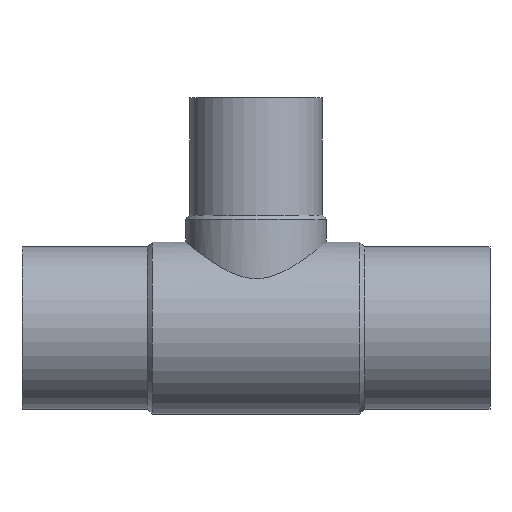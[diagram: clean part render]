
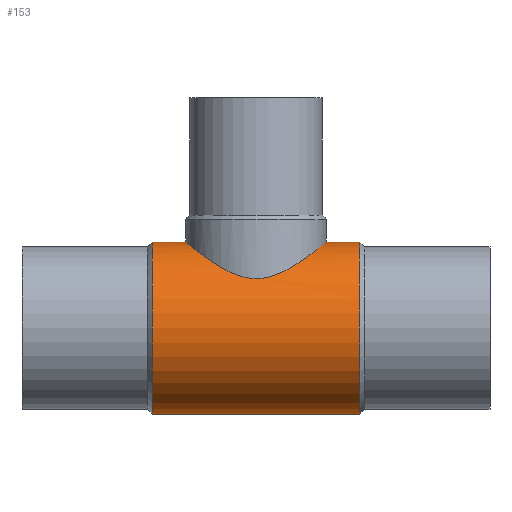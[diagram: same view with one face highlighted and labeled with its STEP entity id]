
A CAD part, top view. The second image highlights one B-rep face of the part: STEP entity #153.
In plain terms, the highlighted cylindrical face has radius 58.3 mm (diameter 116.6 mm), a partial arc.
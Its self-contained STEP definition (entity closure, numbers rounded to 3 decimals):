
#151 = EDGE_CURVE( '', #225, #241, #380, .T. );
#153 = ADVANCED_FACE( '', ( #382 ), #383, .T. );
#165 = VERTEX_POINT( '', #395 );
#177 = VERTEX_POINT( '', #408 );
#201 = EDGE_CURVE( '', #165, #225, #433, .T. );
#225 = VERTEX_POINT( '', #463 );
#229 = VERTEX_POINT( '', #467 );
#241 = VERTEX_POINT( '', #481 );
#265 = EDGE_CURVE( '', #229, #177, #506, .T. );
#289 = EDGE_CURVE( '', #165, #177, #535, .T. );
#297 = VERTEX_POINT( '', #543 );
#309 = EDGE_CURVE( '', #241, #297, #555, .T. );
#319 = EDGE_CURVE( '', #297, #229, #567, .T. );
#380 = CIRCLE( '', #627, 58.3 );
#382 = FACE_OUTER_BOUND( '', #629, .T. );
#383 = CYLINDRICAL_SURFACE( '', #630, 58.3 );
#395 = CARTESIAN_POINT( '', ( -228.7, -58.3, 0. ) );
#408 = CARTESIAN_POINT( '', ( -228.7, 58.3, 0. ) );
#433 = LINE( '', #798, #799 );
#463 = CARTESIAN_POINT( '', ( -88.3, -58.3, 0. ) );
#467 = CARTESIAN_POINT( '', ( -206.2, 58.3, 0. ) );
#481 = CARTESIAN_POINT( '', ( -88.3, 58.3, 0. ) );
#506 = LINE( '', #979, #980 );
#535 = CIRCLE( '', #1017, 58.3 );
#543 = CARTESIAN_POINT( '', ( -110.8, 58.3, 0. ) );
#555 = LINE( '', #1046, #1047 );
#567 = B_SPLINE_CURVE_WITH_KNOTS( '', 3, ( #1061, #1062, #1063, #1064, #1065, #1066, #1067, #1068, #1069, #1070, #1071, #1072, #1073, #1074, #1075, #1076, #1077, #1078, #1079, #1080, #1081, #1082, #1083, #1084, #1085, #1086, #1087, #1088, #1089, #1090, #1091, #1092, #1093, #1094, #1095, #1096, #1097, #1098, #1099, #1100, #1101, #1102, #1103, #1104, #1105, #1106, #1107, #1108, #1109, #1110, #1111, #1112, #1113, #1114, #1115, #1116, #1117, #1118, #1119, #1120, #1121, #1122 ), .UNSPECIFIED., .F., .F., ( 4, 2, 2, 2, 2, 2, 2, 2, 2, 2, 2, 2, 2, 2, 2, 2, 2, 2, 2, 2, 2, 2, 2, 2, 2, 2, 2, 2, 2, 2, 4 ), ( 77.464, 82.217, 86.969, 91.722, 96.475, 101.228, 105.981, 110.734, 115.487, 120.417, 125.347, 130.277, 135.207, 145.067, 149.997, 154.928, 159.858, 164.788, 174.648, 179.578, 184.508, 189.438, 194.368, 199.121, 203.874, 208.627, 213.38, 218.133, 222.886, 227.638, 232.391 ), .UNSPECIFIED. );
#627 = AXIS2_PLACEMENT_3D( '', #1184, #1185, #1186 );
#629 = EDGE_LOOP( '', ( #1188, #1189, #1190, #1191, #1192, #1193 ) );
#630 = AXIS2_PLACEMENT_3D( '', #1194, #1195, #1196 );
#798 = CARTESIAN_POINT( '', ( -158.5, -58.3, 0. ) );
#799 = VECTOR( '', #1241, 1. );
#979 = CARTESIAN_POINT( '', ( -158.5, 58.3, 0. ) );
#980 = VECTOR( '', #1322, 1. );
#1017 = AXIS2_PLACEMENT_3D( '', #1367, #1368, #1369 );
#1046 = CARTESIAN_POINT( '', ( -158.5, 58.3, 0. ) );
#1047 = VECTOR( '', #1379, 1. );
#1061 = CARTESIAN_POINT( '', ( -110.8, 58.3, 0. ) );
#1062 = CARTESIAN_POINT( '', ( -110.8, 58.3, 1.584 ) );
#1063 = CARTESIAN_POINT( '', ( -110.879, 58.235, 3.183 ) );
#1064 = CARTESIAN_POINT( '', ( -111.201, 57.972, 6.378 ) );
#1065 = CARTESIAN_POINT( '', ( -111.444, 57.774, 7.975 ) );
#1066 = CARTESIAN_POINT( '', ( -112.09, 57.249, 11.134 ) );
#1067 = CARTESIAN_POINT( '', ( -112.493, 56.922, 12.698 ) );
#1068 = CARTESIAN_POINT( '', ( -113.452, 56.15, 15.765 ) );
#1069 = CARTESIAN_POINT( '', ( -114.007, 55.705, 17.268 ) );
#1070 = CARTESIAN_POINT( '', ( -115.254, 54.714, 20.19 ) );
#1071 = CARTESIAN_POINT( '', ( -115.947, 54.167, 21.61 ) );
#1072 = CARTESIAN_POINT( '', ( -117.453, 52.993, 24.349 ) );
#1073 = CARTESIAN_POINT( '', ( -118.265, 52.365, 25.667 ) );
#1074 = CARTESIAN_POINT( '', ( -119.988, 51.054, 28.186 ) );
#1075 = CARTESIAN_POINT( '', ( -120.898, 50.37, 29.386 ) );
#1076 = CARTESIAN_POINT( '', ( -122.789, 48.974, 31.657 ) );
#1077 = CARTESIAN_POINT( '', ( -123.77, 48.263, 32.728 ) );
#1078 = CARTESIAN_POINT( '', ( -125.81, 46.816, 34.768 ) );
#1079 = CARTESIAN_POINT( '', ( -126.911, 46.052, 35.772 ) );
#1080 = CARTESIAN_POINT( '', ( -129.225, 44.496, 37.69 ) );
#1081 = CARTESIAN_POINT( '', ( -130.438, 43.705, 38.602 ) );
#1082 = CARTESIAN_POINT( '', ( -132.963, 42.128, 40.317 ) );
#1083 = CARTESIAN_POINT( '', ( -134.275, 41.342, 41.12 ) );
#1084 = CARTESIAN_POINT( '', ( -136.986, 39.815, 42.6 ) );
#1085 = CARTESIAN_POINT( '', ( -138.384, 39.073, 43.279 ) );
#1086 = CARTESIAN_POINT( '', ( -142.691, 36.976, 45.112 ) );
#1087 = CARTESIAN_POINT( '', ( -145.714, 35.75, 46.065 ) );
#1088 = CARTESIAN_POINT( '', ( -150.409, 34.45, 47.036 ) );
#1089 = CARTESIAN_POINT( '', ( -152.001, 34.107, 47.283 ) );
#1090 = CARTESIAN_POINT( '', ( -155.225, 33.642, 47.615 ) );
#1091 = CARTESIAN_POINT( '', ( -156.857, 33.52, 47.7 ) );
#1092 = CARTESIAN_POINT( '', ( -160.143, 33.52, 47.7 ) );
#1093 = CARTESIAN_POINT( '', ( -161.775, 33.642, 47.615 ) );
#1094 = CARTESIAN_POINT( '', ( -164.999, 34.107, 47.283 ) );
#1095 = CARTESIAN_POINT( '', ( -166.591, 34.45, 47.036 ) );
#1096 = CARTESIAN_POINT( '', ( -171.286, 35.75, 46.065 ) );
#1097 = CARTESIAN_POINT( '', ( -174.309, 36.976, 45.112 ) );
#1098 = CARTESIAN_POINT( '', ( -178.616, 39.073, 43.279 ) );
#1099 = CARTESIAN_POINT( '', ( -180.014, 39.815, 42.6 ) );
#1100 = CARTESIAN_POINT( '', ( -182.725, 41.342, 41.12 ) );
#1101 = CARTESIAN_POINT( '', ( -184.037, 42.128, 40.317 ) );
#1102 = CARTESIAN_POINT( '', ( -186.562, 43.705, 38.602 ) );
#1103 = CARTESIAN_POINT( '', ( -187.775, 44.496, 37.69 ) );
#1104 = CARTESIAN_POINT( '', ( -190.089, 46.052, 35.772 ) );
#1105 = CARTESIAN_POINT( '', ( -191.19, 46.816, 34.768 ) );
#1106 = CARTESIAN_POINT( '', ( -193.23, 48.263, 32.728 ) );
#1107 = CARTESIAN_POINT( '', ( -194.211, 48.974, 31.657 ) );
#1108 = CARTESIAN_POINT( '', ( -196.102, 50.37, 29.386 ) );
#1109 = CARTESIAN_POINT( '', ( -197.012, 51.054, 28.186 ) );
#1110 = CARTESIAN_POINT( '', ( -198.735, 52.365, 25.667 ) );
#1111 = CARTESIAN_POINT( '', ( -199.547, 52.993, 24.349 ) );
#1112 = CARTESIAN_POINT( '', ( -201.053, 54.167, 21.61 ) );
#1113 = CARTESIAN_POINT( '', ( -201.746, 54.714, 20.19 ) );
#1114 = CARTESIAN_POINT( '', ( -202.993, 55.705, 17.268 ) );
#1115 = CARTESIAN_POINT( '', ( -203.548, 56.15, 15.765 ) );
#1116 = CARTESIAN_POINT( '', ( -204.507, 56.922, 12.698 ) );
#1117 = CARTESIAN_POINT( '', ( -204.91, 57.249, 11.134 ) );
#1118 = CARTESIAN_POINT( '', ( -205.556, 57.774, 7.975 ) );
#1119 = CARTESIAN_POINT( '', ( -205.799, 57.972, 6.378 ) );
#1120 = CARTESIAN_POINT( '', ( -206.121, 58.235, 3.183 ) );
#1121 = CARTESIAN_POINT( '', ( -206.2, 58.3, 1.584 ) );
#1122 = CARTESIAN_POINT( '', ( -206.2, 58.3, 0. ) );
#1184 = CARTESIAN_POINT( '', ( -88.3, 0., 0. ) );
#1185 = DIRECTION( '', ( -1., 0., 0. ) );
#1186 = DIRECTION( '', ( 0., 1., 0. ) );
#1188 = ORIENTED_EDGE( '', *, *, #309, .T. );
#1189 = ORIENTED_EDGE( '', *, *, #319, .T. );
#1190 = ORIENTED_EDGE( '', *, *, #265, .T. );
#1191 = ORIENTED_EDGE( '', *, *, #289, .F. );
#1192 = ORIENTED_EDGE( '', *, *, #201, .T. );
#1193 = ORIENTED_EDGE( '', *, *, #151, .T. );
#1194 = CARTESIAN_POINT( '', ( -158.5, 0., 0. ) );
#1195 = DIRECTION( '', ( 1., 0., 0. ) );
#1196 = DIRECTION( '', ( 0., 1., 0. ) );
#1241 = DIRECTION( '', ( 1., 0., 0. ) );
#1322 = DIRECTION( '', ( -1., 0., 0. ) );
#1367 = CARTESIAN_POINT( '', ( -228.7, 0., 0. ) );
#1368 = DIRECTION( '', ( -1., 0., 0. ) );
#1369 = DIRECTION( '', ( 0., 1., 0. ) );
#1379 = DIRECTION( '', ( -1., 0., 0. ) );
